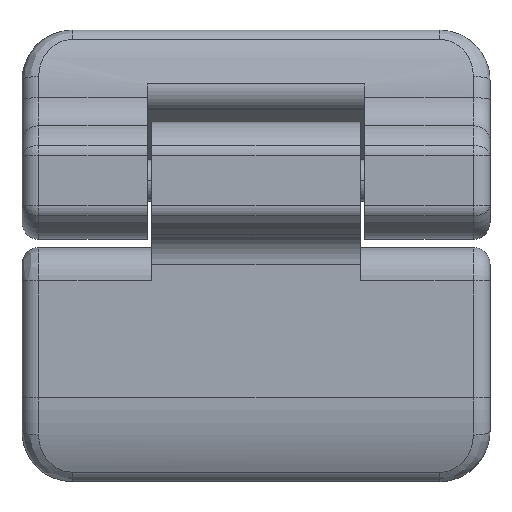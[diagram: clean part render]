
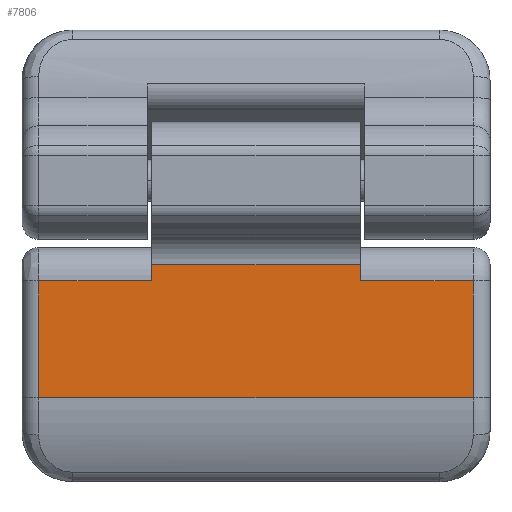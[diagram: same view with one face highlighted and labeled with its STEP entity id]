
A CAD part, top view. The second image highlights one B-rep face of the part: STEP entity #7806.
In plain terms, the highlighted planar face has unit normal (0, 0, 1).
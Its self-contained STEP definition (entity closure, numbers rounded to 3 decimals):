
#5591=DIRECTION('',(0.,1.,0.));
#5592=VECTOR('',#5591,7.);
#5593=CARTESIAN_POINT('',(-13.,-13.,0.2));
#5594=LINE('',#5593,#5592);
#5645=DIRECTION('',(-1.,0.,0.));
#5646=VECTOR('',#5645,6.75);
#5647=CARTESIAN_POINT('',(-6.25,-6.,0.2));
#5648=LINE('',#5647,#5646);
#5780=DIRECTION('',(0.,1.,0.));
#5781=VECTOR('',#5780,0.959);
#5782=CARTESIAN_POINT('',(6.25,-6.,0.2));
#5783=LINE('',#5782,#5781);
#5818=DIRECTION('',(-1.,0.,0.));
#5819=VECTOR('',#5818,6.75);
#5820=CARTESIAN_POINT('',(13.,-6.,0.2));
#5821=LINE('',#5820,#5819);
#5979=DIRECTION('',(1.,0.,0.));
#5980=VECTOR('',#5979,26.);
#5981=CARTESIAN_POINT('',(-13.,-13.,0.2));
#5982=LINE('',#5981,#5980);
#5986=DIRECTION('',(0.,1.,0.));
#5987=VECTOR('',#5986,0.959);
#5988=CARTESIAN_POINT('',(-6.25,-6.,0.2));
#5989=LINE('',#5988,#5987);
#6039=DIRECTION('',(-1.,0.,0.));
#6040=VECTOR('',#6039,12.5);
#6041=CARTESIAN_POINT('',(6.25,-5.041,0.2));
#6042=LINE('',#6041,#6040);
#6207=DIRECTION('',(0.,-1.,0.));
#6208=VECTOR('',#6207,7.);
#6209=CARTESIAN_POINT('',(13.,-6.,0.2));
#6210=LINE('',#6209,#6208);
#6705=CARTESIAN_POINT('',(6.25,-5.041,0.2));
#6706=CARTESIAN_POINT('',(-6.25,-5.041,0.2));
#6707=VERTEX_POINT('',#6705);
#6708=VERTEX_POINT('',#6706);
#6814=CARTESIAN_POINT('',(-6.25,-6.,0.2));
#6815=VERTEX_POINT('',#6814);
#6816=CARTESIAN_POINT('',(6.25,-6.,0.2));
#6817=VERTEX_POINT('',#6816);
#6828=CARTESIAN_POINT('',(-13.,-6.,0.2));
#6829=VERTEX_POINT('',#6828);
#6832=CARTESIAN_POINT('',(-13.,-13.,0.2));
#6833=VERTEX_POINT('',#6832);
#6848=CARTESIAN_POINT('',(13.,-13.,0.2));
#6849=VERTEX_POINT('',#6848);
#6852=CARTESIAN_POINT('',(13.,-6.,0.2));
#6853=VERTEX_POINT('',#6852);
#7788=CARTESIAN_POINT('',(-14.,-3.494,0.2));
#7789=DIRECTION('',(0.,0.,1.));
#7790=DIRECTION('',(0.,-1.,0.));
#7791=AXIS2_PLACEMENT_3D('',#7788,#7789,#7790);
#7792=PLANE('',#7791);
#7793=ORIENTED_EDGE('',*,*,#7415,.T.);
#7794=ORIENTED_EDGE('',*,*,#7456,.F.);
#7796=ORIENTED_EDGE('',*,*,#7795,.T.);
#7798=ORIENTED_EDGE('',*,*,#7797,.F.);
#7799=ORIENTED_EDGE('',*,*,#7587,.F.);
#7800=ORIENTED_EDGE('',*,*,#7620,.F.);
#7802=ORIENTED_EDGE('',*,*,#7801,.T.);
#7803=ORIENTED_EDGE('',*,*,#7779,.F.);
#7804=EDGE_LOOP('',(#7793,#7794,#7796,#7798,#7799,#7800,#7802,#7803));
#7805=FACE_OUTER_BOUND('',#7804,.F.);
#7415=EDGE_CURVE('',#6833,#6829,#5594,.T.);
#7456=EDGE_CURVE('',#6815,#6829,#5648,.T.);
#7587=EDGE_CURVE('',#6817,#6707,#5783,.T.);
#7620=EDGE_CURVE('',#6853,#6817,#5821,.T.);
#7779=EDGE_CURVE('',#6833,#6849,#5982,.T.);
#7795=EDGE_CURVE('',#6815,#6708,#5989,.T.);
#7797=EDGE_CURVE('',#6707,#6708,#6042,.T.);
#7801=EDGE_CURVE('',#6853,#6849,#6210,.T.);
#7806=ADVANCED_FACE('',(#7805),#7792,.T.);
